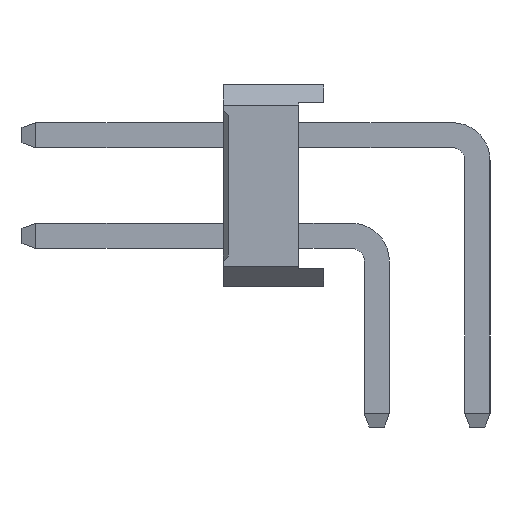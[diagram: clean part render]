
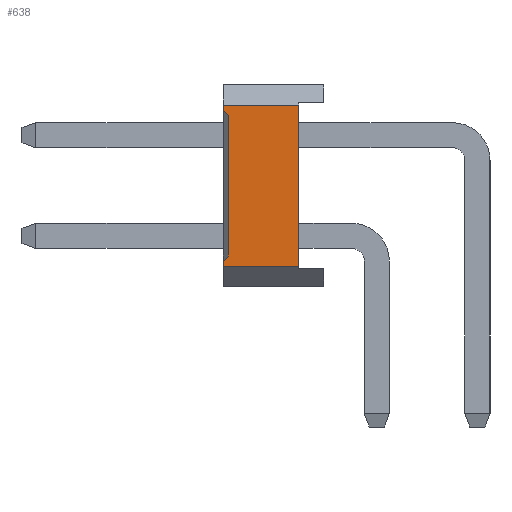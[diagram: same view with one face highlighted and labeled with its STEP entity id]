
A CAD part, left-side view. The second image highlights one B-rep face of the part: STEP entity #638.
In plain terms, the highlighted planar face has unit normal (-1, 0, 0).
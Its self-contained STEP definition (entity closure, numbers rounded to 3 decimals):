
#638=ADVANCED_FACE('',(#11648),#11650,.T.);
#11648=FACE_BOUND('',#11649,.T.);
#11649=EDGE_LOOP('',(#20573,#20574,#20575,#20576,#20577,#20578,#20579,#20580));
#11650=PLANE('',#11651);
#11651=AXIS2_PLACEMENT_3D('',#11652,#11653,#11654);
#11652=CARTESIAN_POINT('',(-1.,1.05,0.4));
#11653=DIRECTION('',(-1.,0.,0.));
#11654=DIRECTION('',(0.,0.,1.));
#20573=ORIENTED_EDGE('',*,*,#26481,.F.);
#20574=ORIENTED_EDGE('',*,*,#26482,.T.);
#20575=ORIENTED_EDGE('',*,*,#26483,.F.);
#20576=ORIENTED_EDGE('',*,*,#25947,.F.);
#20577=ORIENTED_EDGE('',*,*,#26479,.F.);
#20578=ORIENTED_EDGE('',*,*,#26484,.T.);
#20579=ORIENTED_EDGE('',*,*,#26485,.T.);
#20580=ORIENTED_EDGE('',*,*,#25951,.F.);
#25947=EDGE_CURVE('',#29030,#29032,#29033,.T.);
#25951=EDGE_CURVE('',#29038,#29040,#29041,.T.);
#26479=EDGE_CURVE('',#30030,#29030,#30032,.T.);
#26481=EDGE_CURVE('',#30034,#29038,#30035,.F.);
#26482=EDGE_CURVE('',#30034,#30036,#30037,.T.);
#26483=EDGE_CURVE('',#29032,#30036,#30038,.F.);
#26484=EDGE_CURVE('',#30030,#30039,#30040,.T.);
#26485=EDGE_CURVE('',#30039,#29040,#30041,.T.);
#29030=VERTEX_POINT('',#34078);
#29032=VERTEX_POINT('',#34082);
#29033=LINE('',#34083,#34084);
#29038=VERTEX_POINT('',#34094);
#29040=VERTEX_POINT('',#34098);
#29041=LINE('',#34099,#34100);
#30030=VERTEX_POINT('',#36142);
#30032=LINE('',#36146,#36147);
#30034=VERTEX_POINT('',#36152);
#30035=LINE('',#36153,#36154);
#30036=VERTEX_POINT('',#36156);
#30037=LINE('',#36157,#36158);
#30038=LINE('',#36160,#36161);
#30039=VERTEX_POINT('',#36163);
#30040=LINE('',#36164,#36165);
#30041=LINE('',#36167,#36168);
#34078=CARTESIAN_POINT('',(-1.,3.05,0.4));
#34082=CARTESIAN_POINT('',(-1.,3.05,0.5));
#34083=CARTESIAN_POINT('',(-1.,3.05,0.4));
#34084=VECTOR('',#34085,1.);
#34085=DIRECTION('',(0.,0.,1.));
#34094=CARTESIAN_POINT('',(-1.,3.05,3.5));
#34098=CARTESIAN_POINT('',(-1.,3.05,3.6));
#34099=CARTESIAN_POINT('',(-1.,3.05,3.5));
#34100=VECTOR('',#34101,1.);
#34101=DIRECTION('',(0.,0.,1.));
#36142=CARTESIAN_POINT('',(-1.,1.55,0.4));
#36146=CARTESIAN_POINT('',(-1.,1.55,0.4));
#36147=VECTOR('',#36148,1.);
#36148=DIRECTION('',(0.,1.,0.));
#36152=CARTESIAN_POINT('',(-1.,2.95,3.4));
#36153=CARTESIAN_POINT('',(-1.,3.05,3.5));
#36154=VECTOR('',#36155,1.);
#36155=DIRECTION('',(0.,-0.707,-0.707));
#36156=CARTESIAN_POINT('',(-1.,2.95,0.6));
#36157=CARTESIAN_POINT('',(-1.,2.95,3.4));
#36158=VECTOR('',#36159,1.);
#36159=DIRECTION('',(0.,0.,-1.));
#36160=CARTESIAN_POINT('',(-1.,2.95,0.6));
#36161=VECTOR('',#36162,1.);
#36162=DIRECTION('',(0.,0.707,-0.707));
#36163=CARTESIAN_POINT('',(-1.,1.55,3.6));
#36164=CARTESIAN_POINT('',(-1.,1.55,0.4));
#36165=VECTOR('',#36166,1.);
#36166=DIRECTION('',(0.,0.,1.));
#36167=CARTESIAN_POINT('',(-1.,1.55,3.6));
#36168=VECTOR('',#36169,1.);
#36169=DIRECTION('',(0.,1.,0.));
